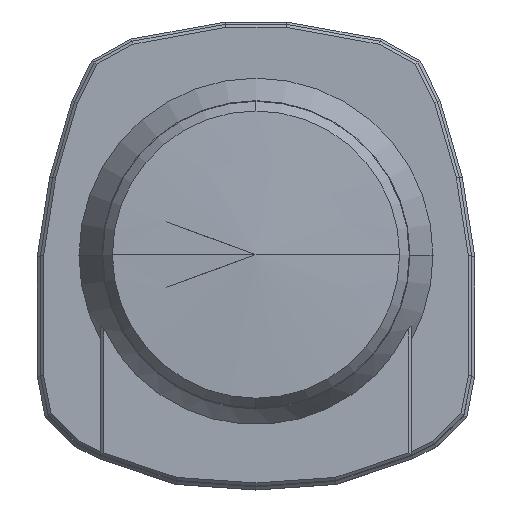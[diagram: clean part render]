
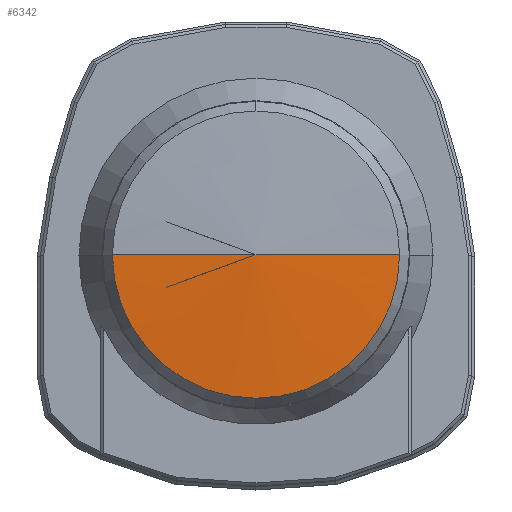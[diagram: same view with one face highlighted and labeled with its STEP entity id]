
A CAD part, top view. The second image highlights one B-rep face of the part: STEP entity #6342.
In plain terms, the highlighted conical face has half-angle 87.09 degrees and reference radius 46.658 mm.
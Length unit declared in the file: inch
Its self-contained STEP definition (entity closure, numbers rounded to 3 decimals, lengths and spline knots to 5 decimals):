
#2 = CARTESIAN_POINT ( 'NONE',  ( 0., 0., 10.34756 ) ) ;
#7 = DIRECTION ( 'NONE',  ( -1., 0., 0. ) ) ;
#57 = VECTOR ( 'NONE', #5408, 39.37008 ) ;
#505 = EDGE_CURVE ( 'NONE', #2001, #2701, #7586, .T. ) ;
#614 = CARTESIAN_POINT ( 'NONE',  ( 0., 0., 10.34756 ) ) ;
#994 = EDGE_CURVE ( 'NONE', #7785, #2001, #1980, .T. ) ;
#1268 = DIRECTION ( 'NONE',  ( 0., 0., -1. ) ) ;
#1928 = CARTESIAN_POINT ( 'NONE',  ( -1.83693, 0., 10.34756 ) ) ;
#1980 = CIRCLE ( 'NONE', #4100, 1.83693 ) ;
#2001 = VERTEX_POINT ( 'NONE', #8133 ) ;
#2359 = CARTESIAN_POINT ( 'NONE',  ( 1.83693, 0., 10.34756 ) ) ;
#2445 = ORIENTED_EDGE ( 'NONE', *, *, #4381, .F. ) ;
#2701 = VERTEX_POINT ( 'NONE', #4026 ) ;
#3402 = ORIENTED_EDGE ( 'NONE', *, *, #505, .F. ) ;
#3562 = DIRECTION ( 'NONE',  ( -1., 0., 0. ) ) ;
#3815 = AXIS2_PLACEMENT_3D ( 'NONE', #2, #6924, #6220 ) ;
#3847 = DIRECTION ( 'NONE',  ( -0.999, 0., -0.051 ) ) ;
#3988 = LINE ( 'NONE', #1928, #5484 ) ;
#4026 = CARTESIAN_POINT ( 'NONE',  ( -1.83693, 0., 10.34756 ) ) ;
#4100 = AXIS2_PLACEMENT_3D ( 'NONE', #614, #1268, #7 ) ;
#4202 = EDGE_CURVE ( 'NONE', #4942, #2701, #3988, .T. ) ;
#4315 = FACE_OUTER_BOUND ( 'NONE', #4481, .T. ) ;
#4381 = EDGE_CURVE ( 'NONE', #4942, #7785, #5391, .T. ) ;
#4481 = EDGE_LOOP ( 'NONE', ( #2445, #6627, #3402, #4746 ) ) ;
#4746 = ORIENTED_EDGE ( 'NONE', *, *, #994, .F. ) ;
#4942 = VERTEX_POINT ( 'NONE', #7657 ) ;
#5391 = LINE ( 'NONE', #5958, #57 ) ;
#5408 = DIRECTION ( 'NONE',  ( 0.999, 0., -0.051 ) ) ;
#5484 = VECTOR ( 'NONE', #3847, 39.37008 ) ;
#5681 = AXIS2_PLACEMENT_3D ( 'NONE', #6156, #7332, #3562 ) ;
#5958 = CARTESIAN_POINT ( 'NONE',  ( 1.83693, 0., 10.34756 ) ) ;
#6156 = CARTESIAN_POINT ( 'NONE',  ( 0., 0., 10.34756 ) ) ;
#6220 = DIRECTION ( 'NONE',  ( -1., 0., 0. ) ) ;
#6342 = ADVANCED_FACE ( 'NONE', ( #4315 ), #6689, .T. ) ;
#6627 = ORIENTED_EDGE ( 'NONE', *, *, #4202, .T. ) ;
#6689 = CONICAL_SURFACE ( 'NONE', #3815, 1.83693, 1.52 ) ;
#6924 = DIRECTION ( 'NONE',  ( 0., 0., -1. ) ) ;
#7332 = DIRECTION ( 'NONE',  ( 0., 0., -1. ) ) ;
#7586 = CIRCLE ( 'NONE', #5681, 1.83693 ) ;
#7657 = CARTESIAN_POINT ( 'NONE',  ( 0., 0., 10.44094 ) ) ;
#7785 = VERTEX_POINT ( 'NONE', #2359 ) ;
#8133 = CARTESIAN_POINT ( 'NONE',  ( 0., -1.83693, 10.34756 ) ) ;
